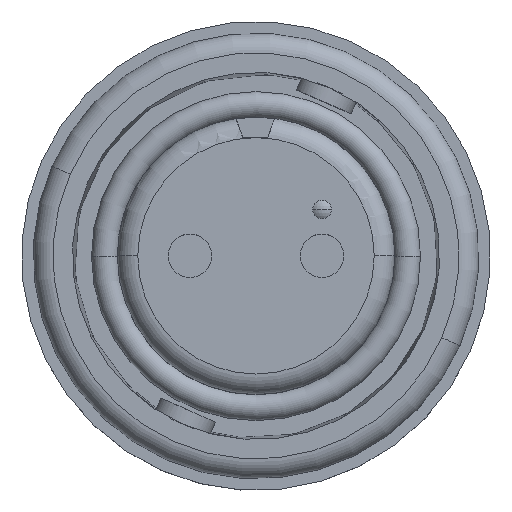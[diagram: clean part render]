
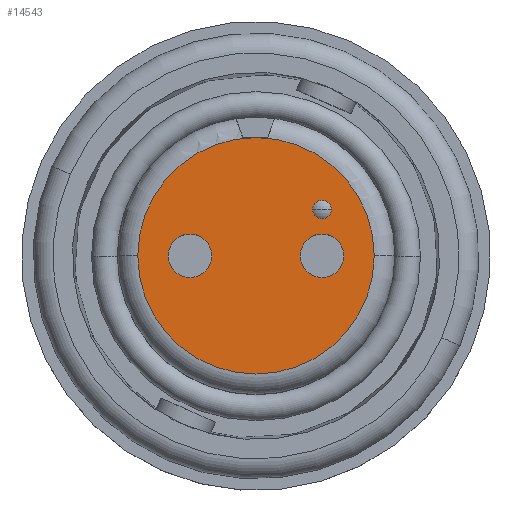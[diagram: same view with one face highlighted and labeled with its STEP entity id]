
A CAD part, top view. The second image highlights one B-rep face of the part: STEP entity #14543.
In plain terms, the highlighted planar face has unit normal (0, 0, 1).
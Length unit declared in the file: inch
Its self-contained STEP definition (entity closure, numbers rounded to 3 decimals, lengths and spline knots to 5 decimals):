
#100 = CARTESIAN_POINT ( 'NONE',  ( -0.179, 0., 0. ) ) ;
#541 = CARTESIAN_POINT ( 'NONE',  ( -0.1, 0., 0. ) ) ;
#592 = DIRECTION ( 'NONE',  ( 1., 0., 0. ) ) ;
#998 = CIRCLE ( 'NONE', #8958, 0.033 ) ;
#1114 = EDGE_LOOP ( 'NONE', ( #10495, #6989 ) ) ;
#1160 = FACE_BOUND ( 'NONE', #1114, .T. ) ;
#1303 = CARTESIAN_POINT ( 'NONE',  ( 0.1, 0.07, 0. ) ) ;
#1581 = EDGE_CURVE ( 'NONE', #13580, #9278, #12814, .T. ) ;
#1605 = CARTESIAN_POINT ( 'NONE',  ( 0.133, 0., 0. ) ) ;
#1700 = EDGE_CURVE ( 'NONE', #14510, #12015, #5010, .T. ) ;
#1750 = DIRECTION ( 'NONE',  ( 1., 0., 0. ) ) ;
#1939 = CARTESIAN_POINT ( 'NONE',  ( 0., 0., 0. ) ) ;
#2132 = EDGE_LOOP ( 'NONE', ( #11937, #15479 ) ) ;
#2518 = DIRECTION ( 'NONE',  ( 1., 0., 0. ) ) ;
#2989 = CARTESIAN_POINT ( 'NONE',  ( 0.086, 0.07, 0. ) ) ;
#3123 = EDGE_CURVE ( 'NONE', #9278, #13580, #6056, .T. ) ;
#3143 = DIRECTION ( 'NONE',  ( 0., 0., 1. ) ) ;
#3438 = CARTESIAN_POINT ( 'NONE',  ( 0., 0., 0. ) ) ;
#3572 = CARTESIAN_POINT ( 'NONE',  ( -0.133, 0., 0. ) ) ;
#3930 = EDGE_CURVE ( 'NONE', #12015, #6319, #13104, .T. ) ;
#4433 = CIRCLE ( 'NONE', #14138, 0.033 ) ;
#4561 = CARTESIAN_POINT ( 'NONE',  ( 0., 0., 0. ) ) ;
#4573 = CIRCLE ( 'NONE', #8091, 0.014 ) ;
#4643 = DIRECTION ( 'NONE',  ( 1., 0., 0. ) ) ;
#4883 = CARTESIAN_POINT ( 'NONE',  ( -0.1, 0., 0. ) ) ;
#4982 = EDGE_CURVE ( 'NONE', #14500, #6378, #11208, .T. ) ;
#5010 = CIRCLE ( 'NONE', #6846, 0.179 ) ;
#5755 = DIRECTION ( 'NONE',  ( 1., 0., 0. ) ) ;
#5923 = AXIS2_PLACEMENT_3D ( 'NONE', #1939, #3143, #11479 ) ;
#6056 = CIRCLE ( 'NONE', #13326, 0.033 ) ;
#6097 = DIRECTION ( 'NONE',  ( 1., 0., 0. ) ) ;
#6319 = VERTEX_POINT ( 'NONE', #100 ) ;
#6378 = VERTEX_POINT ( 'NONE', #14574 ) ;
#6382 = ORIENTED_EDGE ( 'NONE', *, *, #15408, .T. ) ;
#6705 = DIRECTION ( 'NONE',  ( 0., 0., 1. ) ) ;
#6846 = AXIS2_PLACEMENT_3D ( 'NONE', #6910, #15236, #8095 ) ;
#6910 = CARTESIAN_POINT ( 'NONE',  ( 0., 0., 0. ) ) ;
#6966 = DIRECTION ( 'NONE',  ( 0., 0., 1. ) ) ;
#6989 = ORIENTED_EDGE ( 'NONE', *, *, #11146, .F. ) ;
#7191 = FACE_BOUND ( 'NONE', #2132, .T. ) ;
#7269 = AXIS2_PLACEMENT_3D ( 'NONE', #14089, #6966, #15275 ) ;
#7394 = CARTESIAN_POINT ( 'NONE',  ( 0., 0.179, 0. ) ) ;
#7711 = EDGE_LOOP ( 'NONE', ( #12322, #6382, #10612 ) ) ;
#7775 = DIRECTION ( 'NONE',  ( 0., 0., 1. ) ) ;
#8091 = AXIS2_PLACEMENT_3D ( 'NONE', #1303, #9648, #2518 ) ;
#8095 = DIRECTION ( 'NONE',  ( 1., 0., 0. ) ) ;
#8202 = EDGE_CURVE ( 'NONE', #11024, #12143, #4433, .T. ) ;
#8588 = EDGE_LOOP ( 'NONE', ( #14411, #10723 ) ) ;
#8895 = DIRECTION ( 'NONE',  ( 0., 0., 1. ) ) ;
#8958 = AXIS2_PLACEMENT_3D ( 'NONE', #13830, #6705, #15036 ) ;
#9043 = PLANE ( 'NONE',  #5923 ) ;
#9194 = CIRCLE ( 'NONE', #12991, 0.179 ) ;
#9278 = VERTEX_POINT ( 'NONE', #3572 ) ;
#9648 = DIRECTION ( 'NONE',  ( 0., 0., 1. ) ) ;
#9703 = CARTESIAN_POINT ( 'NONE',  ( -0.067, 0., 0. ) ) ;
#10310 = FACE_BOUND ( 'NONE', #8588, .T. ) ;
#10495 = ORIENTED_EDGE ( 'NONE', *, *, #8202, .F. ) ;
#10612 = ORIENTED_EDGE ( 'NONE', *, *, #1700, .T. ) ;
#10692 = FACE_OUTER_BOUND ( 'NONE', #7711, .T. ) ;
#10723 = ORIENTED_EDGE ( 'NONE', *, *, #3123, .F. ) ;
#11024 = VERTEX_POINT ( 'NONE', #1605 ) ;
#11146 = EDGE_CURVE ( 'NONE', #12143, #11024, #998, .T. ) ;
#11208 = CIRCLE ( 'NONE', #7269, 0.014 ) ;
#11479 = DIRECTION ( 'NONE',  ( 1., 0., 0. ) ) ;
#11771 = DIRECTION ( 'NONE',  ( 0., 0., 1. ) ) ;
#11924 = EDGE_CURVE ( 'NONE', #6378, #14500, #4573, .T. ) ;
#11937 = ORIENTED_EDGE ( 'NONE', *, *, #4982, .F. ) ;
#12015 = VERTEX_POINT ( 'NONE', #7394 ) ;
#12143 = VERTEX_POINT ( 'NONE', #14834 ) ;
#12322 = ORIENTED_EDGE ( 'NONE', *, *, #3930, .T. ) ;
#12466 = CARTESIAN_POINT ( 'NONE',  ( 0.179, 0., 0. ) ) ;
#12814 = CIRCLE ( 'NONE', #14309, 0.033 ) ;
#12869 = DIRECTION ( 'NONE',  ( 0., 0., 1. ) ) ;
#12991 = AXIS2_PLACEMENT_3D ( 'NONE', #4561, #12869, #5755 ) ;
#13104 = CIRCLE ( 'NONE', #13230, 0.179 ) ;
#13199 = DIRECTION ( 'NONE',  ( 0., 0., 1. ) ) ;
#13230 = AXIS2_PLACEMENT_3D ( 'NONE', #3438, #11771, #4643 ) ;
#13326 = AXIS2_PLACEMENT_3D ( 'NONE', #541, #8895, #1750 ) ;
#13580 = VERTEX_POINT ( 'NONE', #9703 ) ;
#13830 = CARTESIAN_POINT ( 'NONE',  ( 0.1, 0., 0. ) ) ;
#14089 = CARTESIAN_POINT ( 'NONE',  ( 0.1, 0.07, 0. ) ) ;
#14138 = AXIS2_PLACEMENT_3D ( 'NONE', #14894, #7775, #592 ) ;
#14309 = AXIS2_PLACEMENT_3D ( 'NONE', #4883, #13199, #6097 ) ;
#14411 = ORIENTED_EDGE ( 'NONE', *, *, #1581, .F. ) ;
#14500 = VERTEX_POINT ( 'NONE', #2989 ) ;
#14510 = VERTEX_POINT ( 'NONE', #12466 ) ;
#14543 = ADVANCED_FACE ( 'NONE', ( #10692, #1160, #10310, #7191 ), #9043, .T. ) ;
#14574 = CARTESIAN_POINT ( 'NONE',  ( 0.114, 0.07, 0. ) ) ;
#14834 = CARTESIAN_POINT ( 'NONE',  ( 0.067, 0., 0. ) ) ;
#14894 = CARTESIAN_POINT ( 'NONE',  ( 0.1, 0., 0. ) ) ;
#15036 = DIRECTION ( 'NONE',  ( 1., 0., 0. ) ) ;
#15236 = DIRECTION ( 'NONE',  ( 0., 0., 1. ) ) ;
#15275 = DIRECTION ( 'NONE',  ( 1., 0., 0. ) ) ;
#15408 = EDGE_CURVE ( 'NONE', #6319, #14510, #9194, .T. ) ;
#15479 = ORIENTED_EDGE ( 'NONE', *, *, #11924, .F. ) ;
